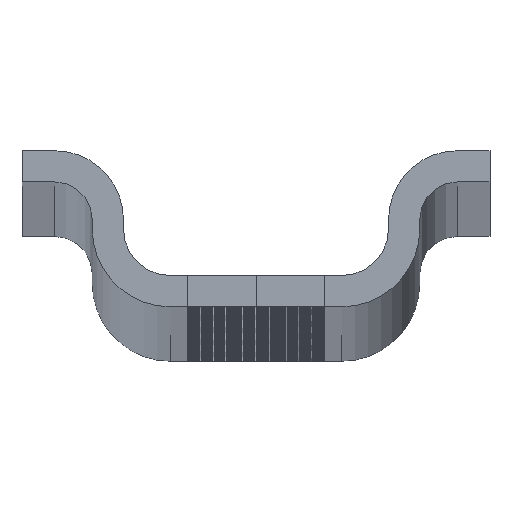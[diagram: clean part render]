
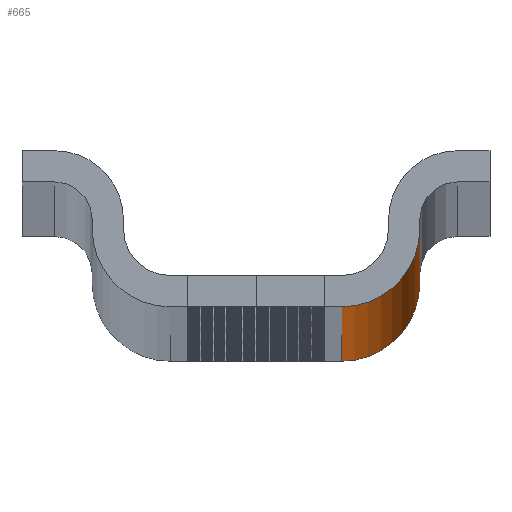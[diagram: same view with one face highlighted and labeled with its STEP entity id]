
A CAD part, top view. The second image highlights one B-rep face of the part: STEP entity #665.
In plain terms, the highlighted cylindrical face has radius 2.5 mm (diameter 5 mm), a partial arc.
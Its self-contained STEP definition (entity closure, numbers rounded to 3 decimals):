
#77 = LINE ( 'NONE', #79, #9228 ) ;
#79 = CARTESIAN_POINT ( 'NONE',  ( 8., 2.8, 1000. ) ) ;
#563 = EDGE_CURVE ( 'NONE', #7753, #7699, #9145, .T. ) ;
#572 = EDGE_CURVE ( 'NONE', #7740, #7699, #77, .T. ) ;
#585 = EDGE_CURVE ( 'NONE', #7753, #7730, #2377, .T. ) ;
#610 = EDGE_CURVE ( 'NONE', #7730, #7740, #9249, .T. ) ;
#665 = ADVANCED_FACE ( 'NONE', ( #1720 ), #1744, .T. ) ;
#1392 = DIRECTION ( 'NONE',  ( 0., 0., 1. ) ) ;
#1415 = CARTESIAN_POINT ( 'NONE',  ( 5.5, 2.8, 0. ) ) ;
#1416 = DIRECTION ( 'NONE',  ( -1., 0., 0. ) ) ;
#1715 = DIRECTION ( 'NONE',  ( 0., 0., -1. ) ) ;
#1720 = FACE_OUTER_BOUND ( 'NONE', #5273, .T. ) ;
#1744 = CYLINDRICAL_SURFACE ( 'NONE', #9286, 2.5 ) ;
#1745 = CARTESIAN_POINT ( 'NONE',  ( 5.5, 2.8, 1000. ) ) ;
#1756 = DIRECTION ( 'NONE',  ( -1., 0., 0. ) ) ;
#2333 = CARTESIAN_POINT ( 'NONE',  ( 5.5, 0.3, 1000. ) ) ;
#2377 = LINE ( 'NONE', #2333, #9240 ) ;
#2378 = DIRECTION ( 'NONE',  ( 0., 0., -1. ) ) ;
#5012 = CARTESIAN_POINT ( 'NONE',  ( 8., 2.8, 0. ) ) ;
#5273 = EDGE_LOOP ( 'NONE', ( #8207, #8128, #8095, #8190 ) ) ;
#5808 = CARTESIAN_POINT ( 'NONE',  ( 8., 2.8, 1000. ) ) ;
#5873 = CARTESIAN_POINT ( 'NONE',  ( 5.5, 0.3, 0. ) ) ;
#6085 = CARTESIAN_POINT ( 'NONE',  ( 5.5, 0.3, 1000. ) ) ;
#6276 = CARTESIAN_POINT ( 'NONE',  ( 5.5, 2.8, 1000. ) ) ;
#6277 = DIRECTION ( 'NONE',  ( -1., 0., 0. ) ) ;
#6296 = DIRECTION ( 'NONE',  ( 0., 0., 1. ) ) ;
#7370 = DIRECTION ( 'NONE',  ( 0., 0., 1. ) ) ;
#7699 = VERTEX_POINT ( 'NONE', #5808 ) ;
#7730 = VERTEX_POINT ( 'NONE', #5873 ) ;
#7740 = VERTEX_POINT ( 'NONE', #5012 ) ;
#7753 = VERTEX_POINT ( 'NONE', #6085 ) ;
#8095 = ORIENTED_EDGE ( 'NONE', *, *, #610, .T. ) ;
#8128 = ORIENTED_EDGE ( 'NONE', *, *, #585, .T. ) ;
#8190 = ORIENTED_EDGE ( 'NONE', *, *, #572, .T. ) ;
#8207 = ORIENTED_EDGE ( 'NONE', *, *, #563, .F. ) ;
#9145 = CIRCLE ( 'NONE', #9152, 2.5 ) ;
#9152 = AXIS2_PLACEMENT_3D ( 'NONE', #6276, #6296, #6277 ) ;
#9228 = VECTOR ( 'NONE', #7370, 1000. ) ;
#9236 = AXIS2_PLACEMENT_3D ( 'NONE', #1415, #1392, #1416 ) ;
#9240 = VECTOR ( 'NONE', #2378, 1000. ) ;
#9249 = CIRCLE ( 'NONE', #9236, 2.5 ) ;
#9286 = AXIS2_PLACEMENT_3D ( 'NONE', #1745, #1715, #1756 ) ;
